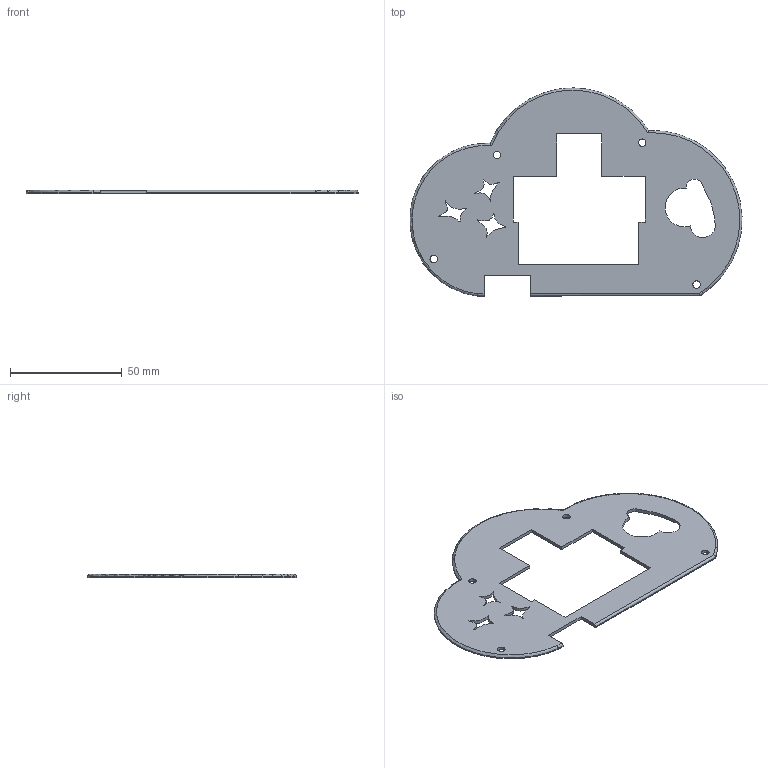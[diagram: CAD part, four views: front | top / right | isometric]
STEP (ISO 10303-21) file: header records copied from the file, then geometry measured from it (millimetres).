
FILE_DESCRIPTION(/* description */ ('STEP AP242','CAx-IF Rec.Pracs.---Representation and Presentation of Product Manufacturing Information (PMI)---4.0---2014-10-13','CAx-IF Rec.Pracs.---3D Tessellated Geometry---0.4---2014-09-14','2;1'),/* implementation_level */ '2;1');
FILE_NAME(/* name */ '67b85988a7281a6564f624d7',/* time_stamp */ '2025-02-21T10:46:34Z',/* author */ (''),/* organization */ (''),/* preprocessor_version */ 'ST-DEVELOPER v20',/* originating_system */ 'ONSHAPE BY PTC INC, 1.193',/* authorisation */ ' ');
FILE_SCHEMA (('AP242_MANAGED_MODEL_BASED_3D_ENGINEERING_MIM_LF { 1 0 10303 442 1 1 4 }'));
Length unit declared in the file: metre
Products named in the file (1): Part 1
Bounding box: 148.52 x 93.15 x 1.5 mm (x, y, z)
Volume: 10848.3 mm3; surface area: 15853.3 mm2
Topology: 1 solids, 1 shells, 584 faces, 1658 edges, 1104 vertices
Faces by surface type: cylinder 415, plane 158, bspline 8, torus 3
Full cylindrical faces by diameter (mm): 3.3 x2, 3.4 x2
Entity records: 19542 total; most frequent: DIRECTION 3612, CARTESIAN_POINT 3548, ORIENTED_EDGE 3302, EDGE_CURVE 1651, AXIS2_PLACEMENT_3D 1406, VERTEX_POINT 1104, CIRCLE 827, LINE 800
